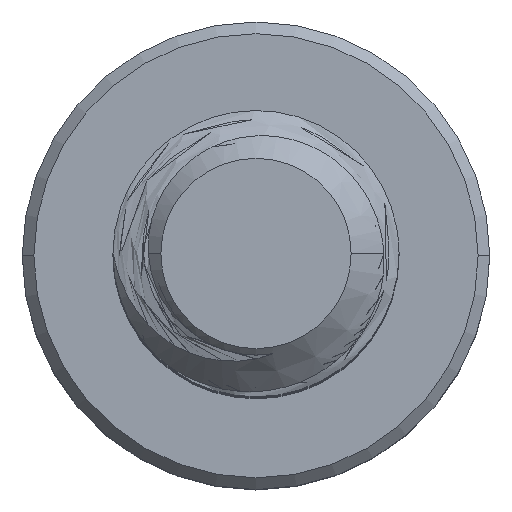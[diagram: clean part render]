
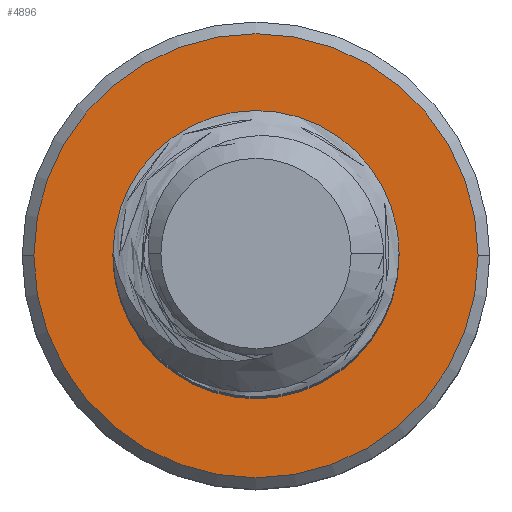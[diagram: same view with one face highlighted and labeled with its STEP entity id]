
A CAD part, top view. The second image highlights one B-rep face of the part: STEP entity #4896.
In plain terms, the highlighted planar face has unit normal (0, 0, 1).
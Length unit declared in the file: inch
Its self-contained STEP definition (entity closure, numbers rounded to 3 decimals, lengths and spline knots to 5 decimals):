
#56 = B_SPLINE_CURVE_WITH_KNOTS ( 'NONE', 3,
 ( #980, #976, #975, #974, #973, #972, #971, #970, #969, #968, #967, #966, #965, #964, #963, #962 ),
 .UNSPECIFIED., .F., .F.,
 ( 4, 2, 2, 2, 2, 2, 2, 4 ),
 ( 0., 0.00036, 0.00072, 0.00145, 0.00181, 0.00217, 0.00253, 0.00289 ),
 .UNSPECIFIED. ) ;
#64 = B_SPLINE_CURVE_WITH_KNOTS ( 'NONE', 3,
 ( #1015, #993, #992, #991, #990, #989, #988, #987, #986, #985, #984, #983, #982, #981 ),
 .UNSPECIFIED., .F., .F.,
 ( 4, 2, 2, 2, 2, 2, 4 ),
 ( 0., 0.00072, 0.00145, 0.00181, 0.00217, 0.00253, 0.00289 ),
 .UNSPECIFIED. ) ;
#172 = EDGE_CURVE ( 'NONE', #785, #946, #5479, .T. ) ;
#177 = EDGE_CURVE ( 'NONE', #690, #689, #5445, .T. ) ;
#179 = EDGE_CURVE ( 'NONE', #946, #780, #64, .T. ) ;
#181 = EDGE_CURVE ( 'NONE', #903, #785, #56, .T. ) ;
#237 = EDGE_CURVE ( 'NONE', #903, #780, #5253, .T. ) ;
#387 = EDGE_CURVE ( 'NONE', #689, #690, #5053, .T. ) ;
#393 = AXIS2_PLACEMENT_3D ( 'NONE', #1021, #1014, #1013 ) ;
#396 = AXIS2_PLACEMENT_3D ( 'NONE', #1000, #999, #998 ) ;
#401 = AXIS2_PLACEMENT_3D ( 'NONE', #3668, #3666, #3677 ) ;
#408 = AXIS2_PLACEMENT_3D ( 'NONE', #2120, #2908, #2914 ) ;
#441 = AXIS2_PLACEMENT_3D ( 'NONE', #2877, #2146, #2144 ) ;
#689 = VERTEX_POINT ( 'NONE', #3157 ) ;
#690 = VERTEX_POINT ( 'NONE', #3156 ) ;
#780 = VERTEX_POINT ( 'NONE', #3108 ) ;
#785 = VERTEX_POINT ( 'NONE', #3103 ) ;
#903 = VERTEX_POINT ( 'NONE', #3037 ) ;
#946 = VERTEX_POINT ( 'NONE', #3001 ) ;
#962 = CARTESIAN_POINT ( 'NONE',  ( 0.02786, -0.02837, -0.5 ) ) ;
#963 = CARTESIAN_POINT ( 'NONE',  ( 0.03183, -0.02564, -0.5 ) ) ;
#964 = CARTESIAN_POINT ( 'NONE',  ( 0.03516, -0.0222, -0.5 ) ) ;
#965 = CARTESIAN_POINT ( 'NONE',  ( 0.0406, -0.01429, -0.5 ) ) ;
#966 = CARTESIAN_POINT ( 'NONE',  ( 0.04263, -0.01, -0.5 ) ) ;
#967 = CARTESIAN_POINT ( 'NONE',  ( 0.04531, -0.00075, -0.5 ) ) ;
#968 = CARTESIAN_POINT ( 'NONE',  ( 0.04588, 0.00396, -0.5 ) ) ;
#969 = CARTESIAN_POINT ( 'NONE',  ( 0.04552, 0.01355, -0.5 ) ) ;
#970 = CARTESIAN_POINT ( 'NONE',  ( 0.04458, 0.01823, -0.5 ) ) ;
#971 = CARTESIAN_POINT ( 'NONE',  ( 0.03962, 0.03158, -0.5 ) ) ;
#972 = CARTESIAN_POINT ( 'NONE',  ( 0.03365, 0.03959, -0.5 ) ) ;
#973 = CARTESIAN_POINT ( 'NONE',  ( 0.0224, 0.04831, -0.5 ) ) ;
#974 = CARTESIAN_POINT ( 'NONE',  ( 0.01822, 0.05072, -0.5 ) ) ;
#975 = CARTESIAN_POINT ( 'NONE',  ( 0.00938, 0.0543, -0.5 ) ) ;
#976 = CARTESIAN_POINT ( 'NONE',  ( 0.00478, 0.05547, -0.5 ) ) ;
#980 = CARTESIAN_POINT ( 'NONE',  ( 0., 0.056, -0.5 ) ) ;
#981 = CARTESIAN_POINT ( 'NONE',  ( -0.03924, 0.03996, -0.5 ) ) ;
#982 = CARTESIAN_POINT ( 'NONE',  ( -0.04222, 0.03619, -0.5 ) ) ;
#983 = CARTESIAN_POINT ( 'NONE',  ( -0.04472, 0.03206, -0.5 ) ) ;
#984 = CARTESIAN_POINT ( 'NONE',  ( -0.0486, 0.0234, -0.5 ) ) ;
#985 = CARTESIAN_POINT ( 'NONE',  ( -0.04995, 0.01873, -0.5 ) ) ;
#986 = CARTESIAN_POINT ( 'NONE',  ( -0.05126, 0.00932, -0.5 ) ) ;
#987 = CARTESIAN_POINT ( 'NONE',  ( -0.05125, 0.0045, -0.5 ) ) ;
#988 = CARTESIAN_POINT ( 'NONE',  ( -0.04986, -0.00494, -0.5 ) ) ;
#989 = CARTESIAN_POINT ( 'NONE',  ( -0.04851, -0.00951, -0.5 ) ) ;
#990 = CARTESIAN_POINT ( 'NONE',  ( -0.04248, -0.0226, -0.5 ) ) ;
#991 = CARTESIAN_POINT ( 'NONE',  ( -0.03603, -0.03008, -0.5 ) ) ;
#992 = CARTESIAN_POINT ( 'NONE',  ( -0.01926, -0.0395, -0.5 ) ) ;
#993 = CARTESIAN_POINT ( 'NONE',  ( -0.00951, -0.04126, -0.5 ) ) ;
#998 = DIRECTION ( 'NONE',  ( -1., 0., 0. ) ) ;
#999 = DIRECTION ( 'NONE',  ( 0., 0., 1. ) ) ;
#1000 = CARTESIAN_POINT ( 'NONE',  ( 0., 0., -0.5 ) ) ;
#1013 = DIRECTION ( 'NONE',  ( 1., 0., 0. ) ) ;
#1014 = DIRECTION ( 'NONE',  ( 0., 0., -1. ) ) ;
#1015 = CARTESIAN_POINT ( 'NONE',  ( 0., -0.03976, -0.5 ) ) ;
#1021 = CARTESIAN_POINT ( 'NONE',  ( 0., 0., -0.5 ) ) ;
#2120 = CARTESIAN_POINT ( 'NONE',  ( 0., 0., -0.5 ) ) ;
#2144 = DIRECTION ( 'NONE',  ( -1., 0., 0. ) ) ;
#2146 = DIRECTION ( 'NONE',  ( 0., 0., -1. ) ) ;
#2148 = PLANE ( 'NONE',  #441 ) ;
#2877 = CARTESIAN_POINT ( 'NONE',  ( 0., 0., -0.5 ) ) ;
#2908 = DIRECTION ( 'NONE',  ( 0., 0., 1. ) ) ;
#2914 = DIRECTION ( 'NONE',  ( -1., 0., 0. ) ) ;
#3001 = CARTESIAN_POINT ( 'NONE',  ( 0., -0.03976, -0.5 ) ) ;
#3037 = CARTESIAN_POINT ( 'NONE',  ( 0., 0.056, -0.5 ) ) ;
#3103 = CARTESIAN_POINT ( 'NONE',  ( 0.02786, -0.02837, -0.5 ) ) ;
#3108 = CARTESIAN_POINT ( 'NONE',  ( -0.03924, 0.03996, -0.5 ) ) ;
#3156 = CARTESIAN_POINT ( 'NONE',  ( -0.08692, 0., -0.5 ) ) ;
#3157 = CARTESIAN_POINT ( 'NONE',  ( 0.08692, 0., -0.5 ) ) ;
#3666 = DIRECTION ( 'NONE',  ( 0., 0., 1. ) ) ;
#3668 = CARTESIAN_POINT ( 'NONE',  ( 0., 0., -0.5 ) ) ;
#3677 = DIRECTION ( 'NONE',  ( 1., 0., 0. ) ) ;
#4350 = EDGE_LOOP ( 'NONE', ( #5334, #5335 ) ) ;
#4355 = EDGE_LOOP ( 'NONE', ( #5336, #5337, #5338, #5339 ) ) ;
#4896 = ADVANCED_FACE ( 'NONE', ( #4983, #4982 ), #2148, .F. ) ;
#4982 = FACE_BOUND ( 'NONE', #4355, .T. ) ;
#4983 = FACE_OUTER_BOUND ( 'NONE', #4350, .T. ) ;
#5053 = CIRCLE ( 'NONE', #408, 0.08692 ) ;
#5253 = CIRCLE ( 'NONE', #401, 0.056 ) ;
#5334 = ORIENTED_EDGE ( 'NONE', *, *, #177, .T. ) ;
#5335 = ORIENTED_EDGE ( 'NONE', *, *, #387, .T. ) ;
#5336 = ORIENTED_EDGE ( 'NONE', *, *, #237, .F. ) ;
#5337 = ORIENTED_EDGE ( 'NONE', *, *, #181, .T. ) ;
#5338 = ORIENTED_EDGE ( 'NONE', *, *, #172, .T. ) ;
#5339 = ORIENTED_EDGE ( 'NONE', *, *, #179, .T. ) ;
#5445 = CIRCLE ( 'NONE', #396, 0.08692 ) ;
#5479 = CIRCLE ( 'NONE', #393, 0.03976 ) ;
